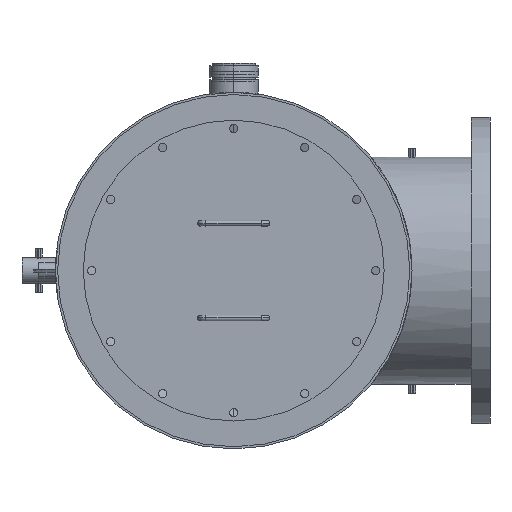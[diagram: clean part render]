
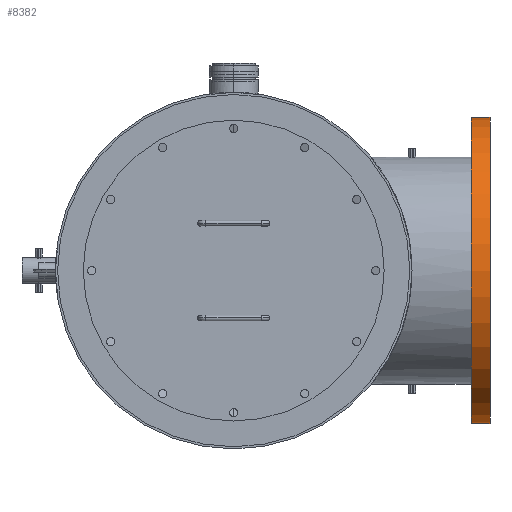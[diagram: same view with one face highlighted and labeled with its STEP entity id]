
A CAD part, left-side view. The second image highlights one B-rep face of the part: STEP entity #8382.
In plain terms, the highlighted cylindrical face has radius 349.25 mm (diameter 698.5 mm), a partial arc.
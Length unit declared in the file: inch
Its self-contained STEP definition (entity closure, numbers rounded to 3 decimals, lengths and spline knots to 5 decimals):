
#35 = FACE_OUTER_BOUND ( 'NONE', #2674, .T. ) ;
#789 = LINE ( 'NONE', #4154, #13891 ) ;
#1202 = DIRECTION ( 'NONE',  ( 0., -1., 0. ) ) ;
#1207 = DIRECTION ( 'NONE',  ( 0., -1., 0. ) ) ;
#2032 = AXIS2_PLACEMENT_3D ( 'NONE', #11139, #1207, #2115 ) ;
#2101 = ORIENTED_EDGE ( 'NONE', *, *, #12515, .T. ) ;
#2115 = DIRECTION ( 'NONE',  ( 0., 0., -1. ) ) ;
#2486 = CARTESIAN_POINT ( 'NONE',  ( 20.66, -21.31, -13.75 ) ) ;
#2674 = EDGE_LOOP ( 'NONE', ( #9694, #2101, #5789, #13011 ) ) ;
#2768 = EDGE_CURVE ( 'NONE', #5562, #11647, #12770, .T. ) ;
#4154 = CARTESIAN_POINT ( 'NONE',  ( 20.66, -21.31, 13.75 ) ) ;
#4371 = CARTESIAN_POINT ( 'NONE',  ( 20.66, -21.31, 13.75 ) ) ;
#4913 = DIRECTION ( 'NONE',  ( 0., -1., 0. ) ) ;
#5167 = DIRECTION ( 'NONE',  ( 0., -1., 0. ) ) ;
#5562 = VERTEX_POINT ( 'NONE', #11352 ) ;
#5789 = ORIENTED_EDGE ( 'NONE', *, *, #10641, .T. ) ;
#5973 = DIRECTION ( 'NONE',  ( 0., 0., -1. ) ) ;
#6334 = VECTOR ( 'NONE', #1202, 39.37008 ) ;
#7011 = LINE ( 'NONE', #12222, #6334 ) ;
#8289 = DIRECTION ( 'NONE',  ( 0., 0., -1. ) ) ;
#8382 = ADVANCED_FACE ( 'NONE', ( #35 ), #8999, .T. ) ;
#8555 = CIRCLE ( 'NONE', #2032, 13.75 ) ;
#8799 = CARTESIAN_POINT ( 'NONE',  ( 20.66, -23., -13.75 ) ) ;
#8999 = CYLINDRICAL_SURFACE ( 'NONE', #13896, 13.75 ) ;
#9694 = ORIENTED_EDGE ( 'NONE', *, *, #12046, .F. ) ;
#9785 = AXIS2_PLACEMENT_3D ( 'NONE', #11615, #13570, #8289 ) ;
#10641 = EDGE_CURVE ( 'NONE', #13438, #11647, #7011, .T. ) ;
#11139 = CARTESIAN_POINT ( 'NONE',  ( 20.66, -21.31, 0. ) ) ;
#11352 = CARTESIAN_POINT ( 'NONE',  ( 20.66, -23., 13.75 ) ) ;
#11615 = CARTESIAN_POINT ( 'NONE',  ( 20.66, -23., 0. ) ) ;
#11647 = VERTEX_POINT ( 'NONE', #8799 ) ;
#11685 = VERTEX_POINT ( 'NONE', #4371 ) ;
#12046 = EDGE_CURVE ( 'NONE', #11685, #5562, #789, .T. ) ;
#12222 = CARTESIAN_POINT ( 'NONE',  ( 20.66, -21.31, -13.75 ) ) ;
#12515 = EDGE_CURVE ( 'NONE', #11685, #13438, #8555, .T. ) ;
#12586 = CARTESIAN_POINT ( 'NONE',  ( 20.66, -21.31, 0. ) ) ;
#12770 = CIRCLE ( 'NONE', #9785, 13.75 ) ;
#13011 = ORIENTED_EDGE ( 'NONE', *, *, #2768, .F. ) ;
#13438 = VERTEX_POINT ( 'NONE', #2486 ) ;
#13570 = DIRECTION ( 'NONE',  ( 0., -1., 0. ) ) ;
#13891 = VECTOR ( 'NONE', #5167, 39.37008 ) ;
#13896 = AXIS2_PLACEMENT_3D ( 'NONE', #12586, #4913, #5973 ) ;
